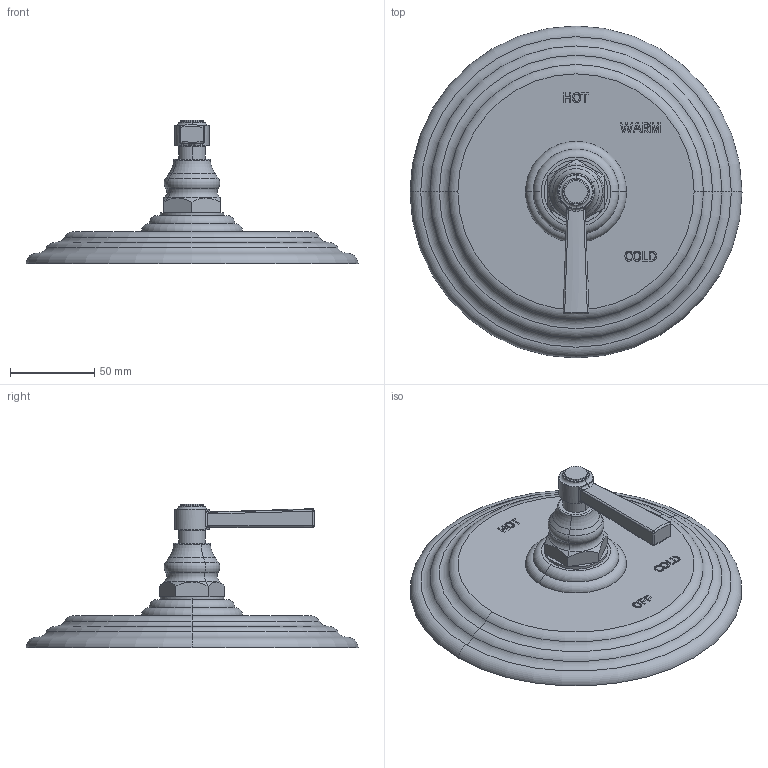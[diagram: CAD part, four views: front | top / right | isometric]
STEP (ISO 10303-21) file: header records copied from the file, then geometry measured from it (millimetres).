
FILE_DESCRIPTION((''),'2;1');
FILE_NAME('4-914BP','2021-06-02T11:16:25',('jinson.thomas'),(''),'CREO PARAMETRIC BY PTC INC, 2018400','CREO PARAMETRIC BY PTC INC, 2018400','');
FILE_SCHEMA(('CONFIG_CONTROL_DESIGN'));
Length unit declared in the file: inch
Products named in the file (1): 4-914BP
Bounding box: 196.85 x 196.85 x 85.32 mm (x, y, z)
Volume: 514359.3 mm3; surface area: 73841.8 mm2
Topology: 1 solids, 1 shells, 303 faces, 757 edges, 483 vertices
Faces by surface type: plane 151, extrusion 80, torus 28, bspline 22, cylinder 14, cone 4, sphere 4
Entity records: 10011 total; most frequent: CARTESIAN_POINT 3163, ORIENTED_EDGE 1514, DIRECTION 1139, EDGE_CURVE 757, VECTOR 509, VERTEX_POINT 483, LINE 429, EDGE_LOOP 330
